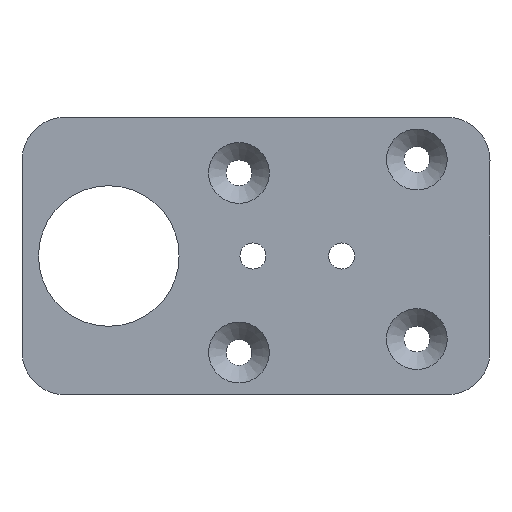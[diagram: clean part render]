
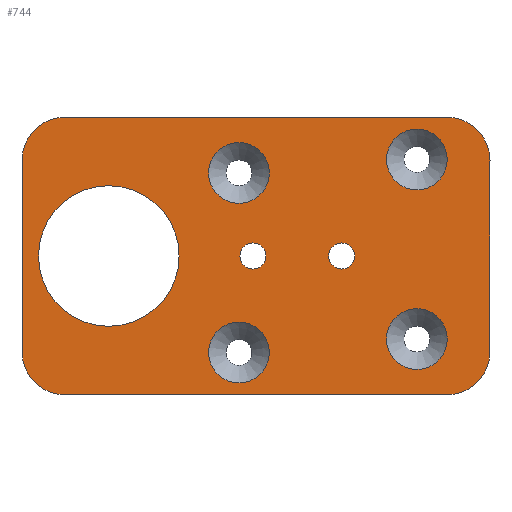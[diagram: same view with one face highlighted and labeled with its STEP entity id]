
A CAD part, front view. The second image highlights one B-rep face of the part: STEP entity #744.
In plain terms, the highlighted planar face has unit normal (0, -1, 0).
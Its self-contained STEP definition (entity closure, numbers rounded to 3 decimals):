
#36=FACE_BOUND('',#150,.T.);
#37=FACE_BOUND('',#151,.T.);
#38=FACE_BOUND('',#152,.T.);
#39=FACE_BOUND('',#153,.T.);
#40=FACE_BOUND('',#154,.T.);
#41=FACE_BOUND('',#155,.T.);
#42=FACE_BOUND('',#156,.T.);
#64=PLANE('',#828);
#102=FACE_OUTER_BOUND('',#149,.T.);
#149=EDGE_LOOP('',(#685,#686,#687,#688,#689,#690,#691,#692,#693,#694,#695));
#150=EDGE_LOOP('',(#696));
#151=EDGE_LOOP('',(#697));
#152=EDGE_LOOP('',(#698));
#153=EDGE_LOOP('',(#699));
#154=EDGE_LOOP('',(#700));
#155=EDGE_LOOP('',(#701));
#156=EDGE_LOOP('',(#702));
#204=LINE('',#1185,#274);
#209=LINE('',#1199,#279);
#213=LINE('',#1211,#283);
#216=LINE('',#1217,#286);
#220=LINE('',#1229,#290);
#224=LINE('',#1241,#294);
#274=VECTOR('',#974,10.);
#279=VECTOR('',#987,10.);
#283=VECTOR('',#999,10.);
#286=VECTOR('',#1004,10.);
#290=VECTOR('',#1016,10.);
#294=VECTOR('',#1028,10.);
#297=CIRCLE('',#760,3.5);
#300=CIRCLE('',#764,3.5);
#303=CIRCLE('',#768,3.5);
#306=CIRCLE('',#772,3.5);
#311=CIRCLE('',#792,1.5);
#312=CIRCLE('',#794,1.5);
#314=CIRCLE('',#797,8.1);
#319=CIRCLE('',#808,5.);
#321=CIRCLE('',#812,5.);
#323=CIRCLE('',#817,5.);
#325=CIRCLE('',#821,5.);
#327=CIRCLE('',#825,10.);
#329=VERTEX_POINT('',#1043);
#332=VERTEX_POINT('',#1051);
#335=VERTEX_POINT('',#1059);
#338=VERTEX_POINT('',#1067);
#367=VERTEX_POINT('',#1153);
#368=VERTEX_POINT('',#1157);
#370=VERTEX_POINT('',#1163);
#375=VERTEX_POINT('',#1183);
#376=VERTEX_POINT('',#1184);
#379=VERTEX_POINT('',#1192);
#381=VERTEX_POINT('',#1198);
#383=VERTEX_POINT('',#1204);
#385=VERTEX_POINT('',#1210);
#387=VERTEX_POINT('',#1216);
#389=VERTEX_POINT('',#1222);
#391=VERTEX_POINT('',#1228);
#393=VERTEX_POINT('',#1234);
#395=VERTEX_POINT('',#1240);
#397=EDGE_CURVE('',#329,#329,#297,.T.);
#401=EDGE_CURVE('',#332,#332,#300,.T.);
#405=EDGE_CURVE('',#335,#335,#303,.T.);
#409=EDGE_CURVE('',#338,#338,#306,.T.);
#452=EDGE_CURVE('',#367,#367,#311,.T.);
#454=EDGE_CURVE('',#368,#368,#312,.T.);
#457=EDGE_CURVE('',#370,#370,#314,.T.);
#466=EDGE_CURVE('',#375,#376,#204,.T.);
#470=EDGE_CURVE('',#379,#376,#319,.T.);
#473=EDGE_CURVE('',#379,#381,#209,.T.);
#476=EDGE_CURVE('',#383,#381,#321,.T.);
#479=EDGE_CURVE('',#385,#383,#213,.T.);
#482=EDGE_CURVE('',#385,#387,#216,.T.);
#485=EDGE_CURVE('',#389,#387,#323,.T.);
#488=EDGE_CURVE('',#391,#389,#220,.T.);
#491=EDGE_CURVE('',#393,#391,#325,.T.);
#494=EDGE_CURVE('',#395,#393,#224,.T.);
#497=EDGE_CURVE('',#375,#395,#327,.T.);
#685=ORIENTED_EDGE('',*,*,#497,.F.);
#686=ORIENTED_EDGE('',*,*,#466,.T.);
#687=ORIENTED_EDGE('',*,*,#470,.F.);
#688=ORIENTED_EDGE('',*,*,#473,.T.);
#689=ORIENTED_EDGE('',*,*,#476,.F.);
#690=ORIENTED_EDGE('',*,*,#479,.F.);
#691=ORIENTED_EDGE('',*,*,#482,.T.);
#692=ORIENTED_EDGE('',*,*,#485,.F.);
#693=ORIENTED_EDGE('',*,*,#488,.F.);
#694=ORIENTED_EDGE('',*,*,#491,.F.);
#695=ORIENTED_EDGE('',*,*,#494,.F.);
#696=ORIENTED_EDGE('',*,*,#397,.T.);
#697=ORIENTED_EDGE('',*,*,#401,.T.);
#698=ORIENTED_EDGE('',*,*,#405,.T.);
#699=ORIENTED_EDGE('',*,*,#409,.T.);
#700=ORIENTED_EDGE('',*,*,#452,.T.);
#701=ORIENTED_EDGE('',*,*,#454,.T.);
#702=ORIENTED_EDGE('',*,*,#457,.F.);
#744=ADVANCED_FACE('',(#102,#36,#37,#38,#39,#40,#41,#42),#64,.F.);
#760=AXIS2_PLACEMENT_3D('',#1044,#833,#834);
#764=AXIS2_PLACEMENT_3D('',#1052,#842,#843);
#768=AXIS2_PLACEMENT_3D('',#1060,#851,#852);
#772=AXIS2_PLACEMENT_3D('',#1068,#860,#861);
#792=AXIS2_PLACEMENT_3D('',#1155,#938,#939);
#794=AXIS2_PLACEMENT_3D('',#1159,#943,#944);
#797=AXIS2_PLACEMENT_3D('',#1165,#950,#951);
#808=AXIS2_PLACEMENT_3D('',#1193,#980,#981);
#812=AXIS2_PLACEMENT_3D('',#1205,#992,#993);
#817=AXIS2_PLACEMENT_3D('',#1223,#1009,#1010);
#821=AXIS2_PLACEMENT_3D('',#1235,#1021,#1022);
#825=AXIS2_PLACEMENT_3D('',#1246,#1033,#1034);
#828=AXIS2_PLACEMENT_3D('',#1249,#1039,#1040);
#833=DIRECTION('center_axis',(0.,1.,0.));
#834=DIRECTION('ref_axis',(0.,0.,-1.));
#842=DIRECTION('center_axis',(0.,1.,0.));
#843=DIRECTION('ref_axis',(0.,0.,-1.));
#851=DIRECTION('center_axis',(0.,1.,0.));
#852=DIRECTION('ref_axis',(0.,0.,-1.));
#860=DIRECTION('center_axis',(0.,1.,0.));
#861=DIRECTION('ref_axis',(0.,0.,-1.));
#938=DIRECTION('center_axis',(0.,1.,0.));
#939=DIRECTION('ref_axis',(-1.,0.,0.));
#943=DIRECTION('center_axis',(0.,1.,0.));
#944=DIRECTION('ref_axis',(-1.,0.,0.));
#950=DIRECTION('center_axis',(0.,-1.,0.));
#951=DIRECTION('ref_axis',(1.,0.,0.));
#974=DIRECTION('',(0.,0.,-1.));
#980=DIRECTION('center_axis',(0.,1.,0.));
#981=DIRECTION('ref_axis',(0.,0.,-1.));
#987=DIRECTION('',(1.,0.,0.));
#992=DIRECTION('center_axis',(0.,1.,0.));
#993=DIRECTION('ref_axis',(1.,0.,0.));
#999=DIRECTION('',(0.,0.,-1.));
#1004=DIRECTION('',(0.,0.,1.));
#1009=DIRECTION('center_axis',(0.,1.,0.));
#1010=DIRECTION('ref_axis',(0.,0.,1.));
#1016=DIRECTION('',(1.,0.,0.));
#1021=DIRECTION('center_axis',(0.,1.,0.));
#1022=DIRECTION('ref_axis',(-1.,0.,0.));
#1028=DIRECTION('',(0.,0.,1.));
#1033=DIRECTION('center_axis',(0.,1.,0.));
#1034=DIRECTION('ref_axis',(1.,0.,0.));
#1039=DIRECTION('center_axis',(0.,1.,0.));
#1040=DIRECTION('ref_axis',(1.,0.,0.));
#1043=CARTESIAN_POINT('',(15.,0.,13.07));
#1044=CARTESIAN_POINT('Origin',(15.,0.,9.57));
#1051=CARTESIAN_POINT('',(35.5,0.,-6.07));
#1052=CARTESIAN_POINT('Origin',(35.5,0.,-9.57));
#1059=CARTESIAN_POINT('',(15.,0.,-7.62));
#1060=CARTESIAN_POINT('Origin',(15.,0.,-11.12));
#1067=CARTESIAN_POINT('',(35.5,0.,14.62));
#1068=CARTESIAN_POINT('Origin',(35.5,0.,11.12));
#1153=CARTESIAN_POINT('',(18.113,0.,0.));
#1155=CARTESIAN_POINT('Origin',(16.613,0.,0.));
#1157=CARTESIAN_POINT('',(28.338,0.,0.));
#1159=CARTESIAN_POINT('Origin',(26.838,0.,0.));
#1163=CARTESIAN_POINT('',(-8.1,0.,0.));
#1165=CARTESIAN_POINT('Origin',(0.,0.,0.));
#1183=CARTESIAN_POINT('',(-10.,0.,0.));
#1184=CARTESIAN_POINT('',(-10.,0.,-11.));
#1185=CARTESIAN_POINT('',(-10.,0.,0.));
#1192=CARTESIAN_POINT('',(-5.,0.,-16.));
#1193=CARTESIAN_POINT('Origin',(-5.,0.,-11.));
#1198=CARTESIAN_POINT('',(38.921,0.,-16.));
#1199=CARTESIAN_POINT('',(-5.,0.,-16.));
#1204=CARTESIAN_POINT('',(43.921,0.,-11.));
#1205=CARTESIAN_POINT('Origin',(38.921,0.,-11.));
#1210=CARTESIAN_POINT('',(43.921,0.,-0.01));
#1211=CARTESIAN_POINT('',(43.921,0.,-0.01));
#1216=CARTESIAN_POINT('',(43.924,0.,10.992));
#1217=CARTESIAN_POINT('',(43.921,0.,-0.01));
#1222=CARTESIAN_POINT('',(38.925,0.,15.993));
#1223=CARTESIAN_POINT('Origin',(38.924,0.,10.993));
#1228=CARTESIAN_POINT('',(-4.996,0.,16.003));
#1229=CARTESIAN_POINT('',(-4.996,0.,16.003));
#1234=CARTESIAN_POINT('',(-9.997,0.,11.005));
#1235=CARTESIAN_POINT('Origin',(-4.997,0.,11.003));
#1240=CARTESIAN_POINT('',(-10.,0.,0.005));
#1241=CARTESIAN_POINT('',(-10.,0.,0.005));
#1246=CARTESIAN_POINT('Origin',(0.,0.,0.));
#1249=CARTESIAN_POINT('Origin',(16.962,0.,0.002));
